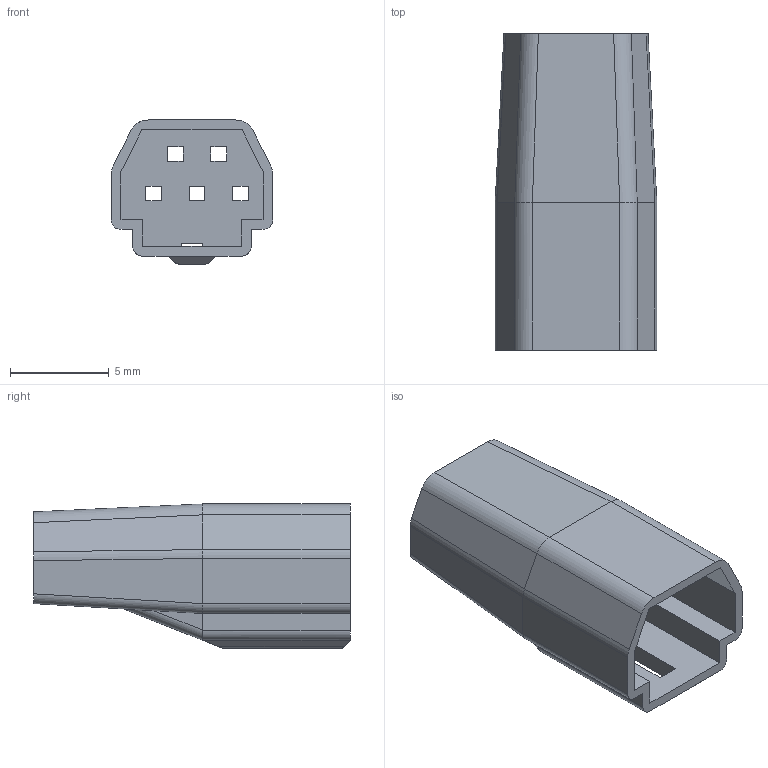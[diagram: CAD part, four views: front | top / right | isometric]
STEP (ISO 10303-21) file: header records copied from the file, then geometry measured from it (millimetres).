
FILE_DESCRIPTION(('CoCreate Modeling STEP Export'),'2;1');
FILE_NAME('DF62B-5EP-2.2C.stp','2013-06-05T10:09:41',(''),(''),'CoCreate Modeling STEP processor for AP214 (Solid Model)','CoCreate Modeling 17.0 01-Apr-2010 (C) Parametric Technology GmbH','');
FILE_SCHEMA(('AUTOMOTIVE_DESIGN { 1 0 10303 214 1 1 1 1 }'));
Length unit declared in the file: millimetre
Products named in the file (1): DF62B-5EP-2.2C
Bounding box: 8.2 x 16.05 x 7.3 mm (x, y, z)
Volume: 312.8 mm3; surface area: 957.5 mm2
Topology: 1 solids, 1 shells, 121 faces, 337 edges, 217 vertices
Faces by surface type: plane 103, cylinder 18
Entity records: 4176 total; most frequent: CARTESIAN_POINT 1006, ORIENTED_EDGE 674, DIRECTION 614, EDGE_CURVE 337, VECTOR 292, LINE 292, VERTEX_POINT 217, AXIS2_PLACEMENT_3D 161
